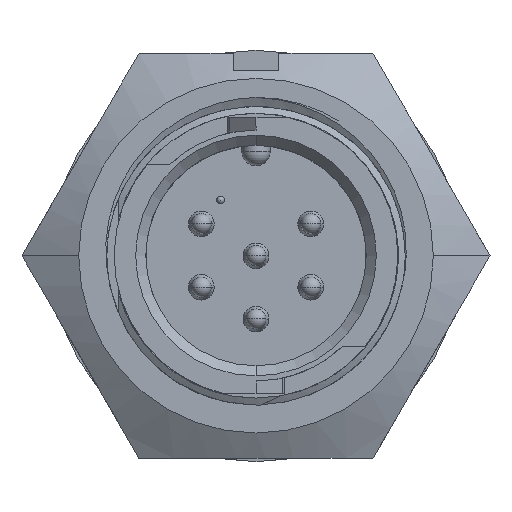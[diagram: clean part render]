
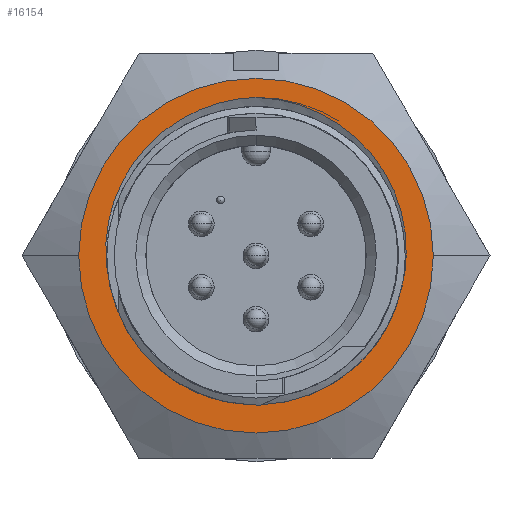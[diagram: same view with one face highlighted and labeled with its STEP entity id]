
A CAD part, top view. The second image highlights one B-rep face of the part: STEP entity #16154.
In plain terms, the highlighted planar face has unit normal (0, 0, 1).
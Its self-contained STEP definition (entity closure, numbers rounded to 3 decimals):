
#86 = ORIENTED_EDGE ( 'NONE', *, *, #10704, .F. ) ;
#95 = B_SPLINE_CURVE_WITH_KNOTS ( 'NONE', 3,
 ( #9047, #14264, #11790, #7927, #13149, #10904, #16094, #3308, #16355, #9879, #8339, #11163, #584, #5773, #4667, #4499, #5865, #2039, #4748, #15076 ),
 .UNSPECIFIED., .F., .F.,
 ( 4, 2, 2, 2, 2, 2, 2, 2, 2, 4 ),
 ( 0., 0.001, 0.002, 0.003, 0.005, 0.007, 0.009, 0.01, 0.012, 0.014 ),
 .UNSPECIFIED. ) ;
#203 = CARTESIAN_POINT ( 'NONE',  ( -5.804, -10.294, -4.648 ) ) ;
#584 = CARTESIAN_POINT ( 'NONE',  ( -5.156, 5.813, -4.648 ) ) ;
#676 = CIRCLE ( 'NONE', #5055, 8.89 ) ;
#1056 = ORIENTED_EDGE ( 'NONE', *, *, #13913, .F. ) ;
#1084 = CIRCLE ( 'NONE', #10630, 7.48 ) ;
#1204 = CARTESIAN_POINT ( 'NONE',  ( 8.89, 0., -4.648 ) ) ;
#1507 = EDGE_CURVE ( 'NONE', #7295, #9139, #8528, .T. ) ;
#1954 = CARTESIAN_POINT ( 'NONE',  ( 7.334, -1.47, -4.648 ) ) ;
#1997 = AXIS2_PLACEMENT_3D ( 'NONE', #14350, #11706, #14270 ) ;
#2009 = ORIENTED_EDGE ( 'NONE', *, *, #1507, .T. ) ;
#2038 = CARTESIAN_POINT ( 'NONE',  ( 0., 7.938, -4.648 ) ) ;
#2039 = CARTESIAN_POINT ( 'NONE',  ( -1.142, 7.839, -4.648 ) ) ;
#2121 = CARTESIAN_POINT ( 'NONE',  ( 2.774, 7.36, -4.648 ) ) ;
#2568 = VERTEX_POINT ( 'NONE', #9104 ) ;
#2943 = EDGE_LOOP ( 'NONE', ( #8796, #86 ) ) ;
#3073 = CARTESIAN_POINT ( 'NONE',  ( -0.332, -7.473, -4.648 ) ) ;
#3082 = CIRCLE ( 'NONE', #1997, 8.89 ) ;
#3141 = CARTESIAN_POINT ( 'NONE',  ( 1.136, 7.824, -4.648 ) ) ;
#3224 = CARTESIAN_POINT ( 'NONE',  ( 7.475, 1.355, -4.648 ) ) ;
#3308 = CARTESIAN_POINT ( 'NONE',  ( -7.225, 2.475, -4.648 ) ) ;
#3430 = ORIENTED_EDGE ( 'NONE', *, *, #11854, .F. ) ;
#3948 = LINE ( 'NONE', #203, #14760 ) ;
#4164 = AXIS2_PLACEMENT_3D ( 'NONE', #16099, #14991, #11083 ) ;
#4459 = EDGE_CURVE ( 'NONE', #12713, #7295, #95, .T. ) ;
#4477 = DIRECTION ( 'NONE',  ( -1., 0., 0. ) ) ;
#4499 = CARTESIAN_POINT ( 'NONE',  ( -2.787, 7.354, -4.648 ) ) ;
#4667 = CARTESIAN_POINT ( 'NONE',  ( -3.795, 6.844, -4.648 ) ) ;
#4748 = CARTESIAN_POINT ( 'NONE',  ( -0.572, 7.92, -4.648 ) ) ;
#4967 = EDGE_CURVE ( 'NONE', #12029, #2568, #3948, .T. ) ;
#5055 = AXIS2_PLACEMENT_3D ( 'NONE', #12779, #6373, #6286 ) ;
#5687 = CARTESIAN_POINT ( 'NONE',  ( -0.332, -7.473, -4.648 ) ) ;
#5773 = CARTESIAN_POINT ( 'NONE',  ( -4.27, 6.536, -4.648 ) ) ;
#5865 = CARTESIAN_POINT ( 'NONE',  ( -2.248, 7.557, -4.648 ) ) ;
#6185 = CARTESIAN_POINT ( 'NONE',  ( 0.044, -7.495, -4.648 ) ) ;
#6284 = VERTEX_POINT ( 'NONE', #10694 ) ;
#6286 = DIRECTION ( 'NONE',  ( -1., 0., 0. ) ) ;
#6373 = DIRECTION ( 'NONE',  ( 0., 0., -1. ) ) ;
#7130 = CARTESIAN_POINT ( 'NONE',  ( 7.334, -1.47, -4.648 ) ) ;
#7295 = VERTEX_POINT ( 'NONE', #13081 ) ;
#7927 = CARTESIAN_POINT ( 'NONE',  ( -7.517, -0.343, -4.648 ) ) ;
#8338 = CARTESIAN_POINT ( 'NONE',  ( 1.417, 7.769, -4.648 ) ) ;
#8339 = CARTESIAN_POINT ( 'NONE',  ( -6.251, 4.521, -4.648 ) ) ;
#8399 = CARTESIAN_POINT ( 'NONE',  ( -5.866, -10.16, -4.648 ) ) ;
#8418 = CARTESIAN_POINT ( 'NONE',  ( 7.532, -0.351, -4.648 ) ) ;
#8479 = DIRECTION ( 'NONE',  ( 0., 0., -1. ) ) ;
#8528 = B_SPLINE_CURVE_WITH_KNOTS ( 'NONE', 3,
 ( #2038, #9626, #14818, #3141, #8338, #10986, #2121, #9708, #13552, #12272, #16184, #14984, #14901, #11078, #16267, #3224, #11162, #8418, #13638, #1954 ),
 .UNSPECIFIED., .F., .F.,
 ( 4, 2, 2, 2, 2, 2, 2, 2, 2, 4 ),
 ( 0., 0.001, 0.002, 0.003, 0.005, 0.007, 0.009, 0.01, 0.012, 0.014 ),
 .UNSPECIFIED. ) ;
#8796 = ORIENTED_EDGE ( 'NONE', *, *, #13842, .F. ) ;
#9047 = CARTESIAN_POINT ( 'NONE',  ( -7.334, -1.47, -4.648 ) ) ;
#9104 = CARTESIAN_POINT ( 'NONE',  ( 0.277, -7.475, -4.648 ) ) ;
#9139 = VERTEX_POINT ( 'NONE', #7130 ) ;
#9142 = DIRECTION ( 'NONE',  ( 0.907, 0.421, 0. ) ) ;
#9172 = CARTESIAN_POINT ( 'NONE',  ( 0.232, -7.496, -4.648 ) ) ;
#9626 = CARTESIAN_POINT ( 'NONE',  ( 0.286, 7.929, -4.648 ) ) ;
#9708 = CARTESIAN_POINT ( 'NONE',  ( 3.795, 6.845, -4.648 ) ) ;
#9717 = VERTEX_POINT ( 'NONE', #1204 ) ;
#9879 = CARTESIAN_POINT ( 'NONE',  ( -6.555, 4.03, -4.648 ) ) ;
#10115 = DIRECTION ( 'NONE',  ( 1., 0., 0. ) ) ;
#10243 = EDGE_LOOP ( 'NONE', ( #13304, #15243, #3430, #14119, #2009, #1056 ) ) ;
#10630 = AXIS2_PLACEMENT_3D ( 'NONE', #12597, #16510, #10115 ) ;
#10694 = CARTESIAN_POINT ( 'NONE',  ( -8.89, 0., -4.648 ) ) ;
#10704 = EDGE_CURVE ( 'NONE', #9717, #6284, #676, .T. ) ;
#10843 = CARTESIAN_POINT ( 'NONE',  ( -0.144, -7.488, -4.648 ) ) ;
#10884 = PLANE ( 'NONE',  #11304 ) ;
#10904 = CARTESIAN_POINT ( 'NONE',  ( -7.536, 0.794, -4.648 ) ) ;
#10986 = CARTESIAN_POINT ( 'NONE',  ( 2.242, 7.558, -4.648 ) ) ;
#11078 = CARTESIAN_POINT ( 'NONE',  ( 7.047, 2.994, -4.648 ) ) ;
#11083 = DIRECTION ( 'NONE',  ( 1., 0., 0. ) ) ;
#11162 = CARTESIAN_POINT ( 'NONE',  ( 7.537, 0.781, -4.648 ) ) ;
#11163 = CARTESIAN_POINT ( 'NONE',  ( -5.552, 5.41, -4.648 ) ) ;
#11257 = CIRCLE ( 'NONE', #4164, 7.48 ) ;
#11304 = AXIS2_PLACEMENT_3D ( 'NONE', #8399, #8479, #4477 ) ;
#11364 = FACE_BOUND ( 'NONE', #10243, .T. ) ;
#11444 = FACE_OUTER_BOUND ( 'NONE', #2943, .T. ) ;
#11706 = DIRECTION ( 'NONE',  ( 0., 0., -1. ) ) ;
#11790 = CARTESIAN_POINT ( 'NONE',  ( -7.45, -0.91, -4.648 ) ) ;
#11853 = EDGE_CURVE ( 'NONE', #15747, #12029, #12004, .T. ) ;
#11854 = EDGE_CURVE ( 'NONE', #12713, #15747, #1084, .T. ) ;
#12004 = B_SPLINE_CURVE_WITH_KNOTS ( 'NONE', 3,
 ( #3073, #10843, #6185, #13569 ),
 .UNSPECIFIED., .F., .F.,
 ( 4, 4 ),
 ( 0.009, 0.01 ),
 .UNSPECIFIED. ) ;
#12029 = VERTEX_POINT ( 'NONE', #9172 ) ;
#12272 = CARTESIAN_POINT ( 'NONE',  ( 5.145, 5.822, -4.648 ) ) ;
#12597 = CARTESIAN_POINT ( 'NONE',  ( 0., 0., -4.648 ) ) ;
#12713 = VERTEX_POINT ( 'NONE', #16289 ) ;
#12779 = CARTESIAN_POINT ( 'NONE',  ( 0., 0., -4.648 ) ) ;
#13081 = CARTESIAN_POINT ( 'NONE',  ( 0., 7.938, -4.648 ) ) ;
#13149 = CARTESIAN_POINT ( 'NONE',  ( -7.534, -0.057, -4.648 ) ) ;
#13304 = ORIENTED_EDGE ( 'NONE', *, *, #4967, .F. ) ;
#13552 = CARTESIAN_POINT ( 'NONE',  ( 4.269, 6.536, -4.648 ) ) ;
#13569 = CARTESIAN_POINT ( 'NONE',  ( 0.232, -7.496, -4.648 ) ) ;
#13638 = CARTESIAN_POINT ( 'NONE',  ( 7.466, -0.913, -4.648 ) ) ;
#13842 = EDGE_CURVE ( 'NONE', #6284, #9717, #3082, .T. ) ;
#13913 = EDGE_CURVE ( 'NONE', #2568, #9139, #11257, .T. ) ;
#14119 = ORIENTED_EDGE ( 'NONE', *, *, #4459, .T. ) ;
#14264 = CARTESIAN_POINT ( 'NONE',  ( -7.4, -1.192, -4.648 ) ) ;
#14270 = DIRECTION ( 'NONE',  ( -1., 0., 0. ) ) ;
#14350 = CARTESIAN_POINT ( 'NONE',  ( 0., 0., -4.648 ) ) ;
#14760 = VECTOR ( 'NONE', #9142, 1000. ) ;
#14818 = CARTESIAN_POINT ( 'NONE',  ( 0.57, 7.904, -4.648 ) ) ;
#14901 = CARTESIAN_POINT ( 'NONE',  ( 6.557, 4.028, -4.648 ) ) ;
#14984 = CARTESIAN_POINT ( 'NONE',  ( 6.255, 4.516, -4.648 ) ) ;
#14991 = DIRECTION ( 'NONE',  ( 0., 0., 1. ) ) ;
#15076 = CARTESIAN_POINT ( 'NONE',  ( 0., 7.938, -4.648 ) ) ;
#15243 = ORIENTED_EDGE ( 'NONE', *, *, #11853, .F. ) ;
#15747 = VERTEX_POINT ( 'NONE', #5687 ) ;
#16094 = CARTESIAN_POINT ( 'NONE',  ( -7.475, 1.358, -4.648 ) ) ;
#16099 = CARTESIAN_POINT ( 'NONE',  ( 0., 0., -4.648 ) ) ;
#16154 = ADVANCED_FACE ( 'NONE', ( #11444, #11364 ), #10884, .F. ) ;
#16184 = CARTESIAN_POINT ( 'NONE',  ( 5.55, 5.413, -4.648 ) ) ;
#16267 = CARTESIAN_POINT ( 'NONE',  ( 7.23, 2.457, -4.648 ) ) ;
#16289 = CARTESIAN_POINT ( 'NONE',  ( -7.334, -1.47, -4.648 ) ) ;
#16355 = CARTESIAN_POINT ( 'NONE',  ( -7.04, 3.009, -4.648 ) ) ;
#16510 = DIRECTION ( 'NONE',  ( 0., 0., 1. ) ) ;
